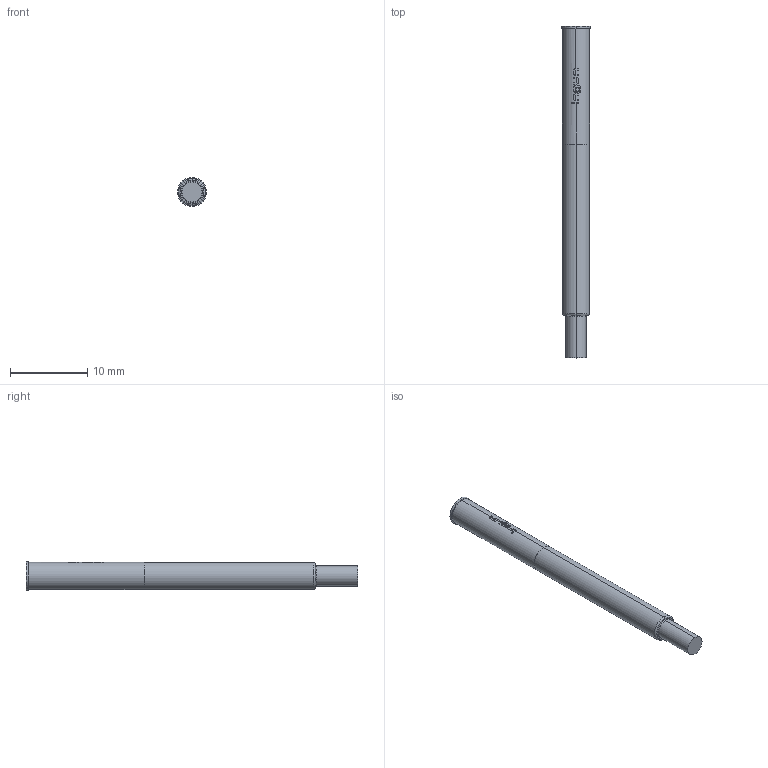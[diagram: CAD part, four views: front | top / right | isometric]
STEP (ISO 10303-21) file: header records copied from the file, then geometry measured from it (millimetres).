
FILE_DESCRIPTION (( 'STEP AP203' ), '1' );
FILE_NAME ('INGUN_KS-435_M2.5.STEP', '2022-02-09T05:27:05', ( 'ochi' ), ( '' ), 'SwSTEP 2.0', 'SolidWorks 2018', '' );
FILE_SCHEMA (( 'CONFIG_CONTROL_DESIGN' ));
Length unit declared in the file: millimetre
Products named in the file (1): INGUN_KS-435_M2.5
Bounding box: 3.75 x 43 x 3.75 mm (x, y, z)
Volume: 387.9 mm3; surface area: 477.1 mm2
Topology: 1 solids, 1 shells, 98 faces, 272 edges, 180 vertices
Faces by surface type: plane 45, cylinder 27, bspline 22, torus 4
Entity records: 4317 total; most frequent: CARTESIAN_POINT 2213, ORIENTED_EDGE 544, EDGE_CURVE 272, DIRECTION 228, B_SPLINE_CURVE_WITH_KNOTS 222, VERTEX_POINT 180, EDGE_LOOP 102, AXIS2_PLACEMENT_3D 101
